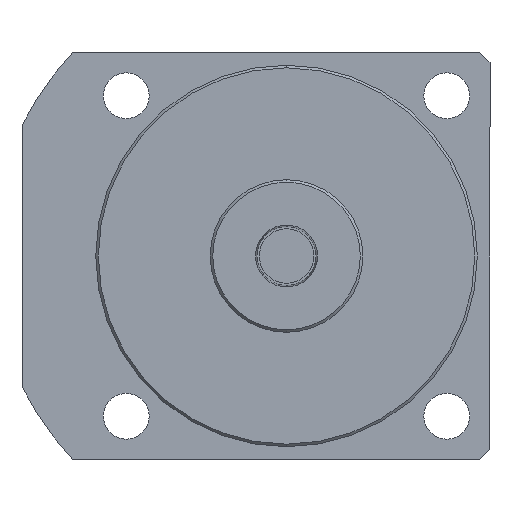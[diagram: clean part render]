
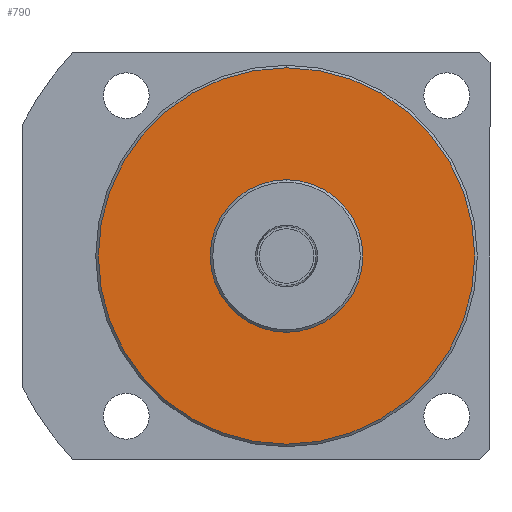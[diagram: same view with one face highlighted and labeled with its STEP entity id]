
A CAD part, front view. The second image highlights one B-rep face of the part: STEP entity #790.
In plain terms, the highlighted planar face has unit normal (0, -1, 0).
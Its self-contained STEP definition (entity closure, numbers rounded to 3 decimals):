
#94 = EDGE_LOOP ( 'NONE', ( #411, #468 ) ) ;
#108 = EDGE_LOOP ( 'NONE', ( #472, #329 ) ) ;
#192 = CIRCLE ( 'NONE', #1566, 37. ) ;
#209 = CIRCLE ( 'NONE', #1560, 37. ) ;
#210 = CIRCLE ( 'NONE', #1559, 15. ) ;
#329 = ORIENTED_EDGE ( 'NONE', *, *, #1027, .F. ) ;
#381 = VERTEX_POINT ( 'NONE', #1350 ) ;
#397 = VERTEX_POINT ( 'NONE', #540 ) ;
#398 = VERTEX_POINT ( 'NONE', #549 ) ;
#411 = ORIENTED_EDGE ( 'NONE', *, *, #997, .T. ) ;
#461 = VERTEX_POINT ( 'NONE', #613 ) ;
#468 = ORIENTED_EDGE ( 'NONE', *, *, #1014, .T. ) ;
#472 = ORIENTED_EDGE ( 'NONE', *, *, #996, .F. ) ;
#540 = CARTESIAN_POINT ( 'NONE',  ( 0., 0., -15. ) ) ;
#549 = CARTESIAN_POINT ( 'NONE',  ( 0., 0., 15. ) ) ;
#613 = CARTESIAN_POINT ( 'NONE',  ( 0., 0., 37. ) ) ;
#790 = ADVANCED_FACE ( 'NONE', ( #1473, #1468 ), #1633, .F. ) ;
#916 = CIRCLE ( 'NONE', #1574, 15. ) ;
#996 = EDGE_CURVE ( 'NONE', #398, #397, #210, .T. ) ;
#997 = EDGE_CURVE ( 'NONE', #461, #381, #209, .T. ) ;
#1014 = EDGE_CURVE ( 'NONE', #381, #461, #192, .T. ) ;
#1027 = EDGE_CURVE ( 'NONE', #397, #398, #916, .T. ) ;
#1145 = CARTESIAN_POINT ( 'NONE',  ( 0., 0., 0. ) ) ;
#1146 = DIRECTION ( 'NONE',  ( 0., -1., 0. ) ) ;
#1147 = DIRECTION ( 'NONE',  ( 0., 0., 1. ) ) ;
#1149 = CARTESIAN_POINT ( 'NONE',  ( 0., 0., 0. ) ) ;
#1150 = DIRECTION ( 'NONE',  ( 0., -1., 0. ) ) ;
#1151 = DIRECTION ( 'NONE',  ( 0., 0., 1. ) ) ;
#1281 = CARTESIAN_POINT ( 'NONE',  ( 0., 0., 0. ) ) ;
#1282 = DIRECTION ( 'NONE',  ( 0., -1., 0. ) ) ;
#1283 = DIRECTION ( 'NONE',  ( 0., 0., 1. ) ) ;
#1350 = CARTESIAN_POINT ( 'NONE',  ( 0., 0., -37. ) ) ;
#1468 = FACE_BOUND ( 'NONE', #108, .T. ) ;
#1473 = FACE_OUTER_BOUND ( 'NONE', #94, .T. ) ;
#1559 = AXIS2_PLACEMENT_3D ( 'NONE', #1145, #1146, #1147 ) ;
#1560 = AXIS2_PLACEMENT_3D ( 'NONE', #1149, #1150, #1151 ) ;
#1566 = AXIS2_PLACEMENT_3D ( 'NONE', #1281, #1282, #1283 ) ;
#1574 = AXIS2_PLACEMENT_3D ( 'NONE', #2107, #2108, #2109 ) ;
#1633 = PLANE ( 'NONE',  #2094 ) ;
#1635 = CARTESIAN_POINT ( 'NONE',  ( 0., 0., 0. ) ) ;
#1636 = DIRECTION ( 'NONE',  ( 0., 1., 0. ) ) ;
#1637 = DIRECTION ( 'NONE',  ( 0., 0., 1. ) ) ;
#2094 = AXIS2_PLACEMENT_3D ( 'NONE', #1635, #1636, #1637 ) ;
#2107 = CARTESIAN_POINT ( 'NONE',  ( 0., 0., 0. ) ) ;
#2108 = DIRECTION ( 'NONE',  ( 0., -1., 0. ) ) ;
#2109 = DIRECTION ( 'NONE',  ( 0., 0., 1. ) ) ;
